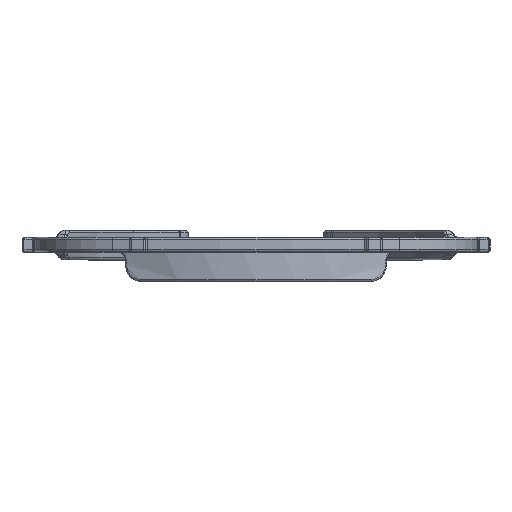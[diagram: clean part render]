
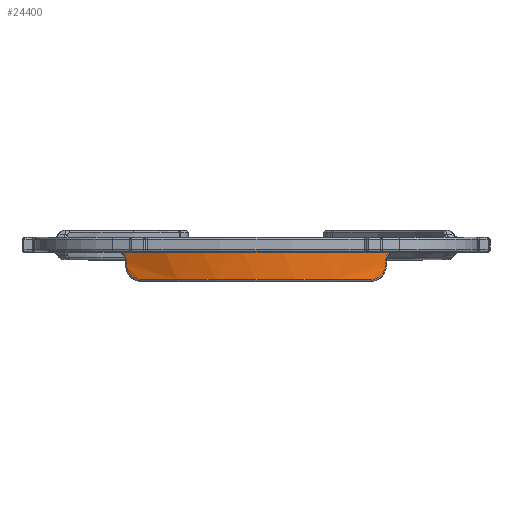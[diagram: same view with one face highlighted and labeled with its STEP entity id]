
A CAD part, top view. The second image highlights one B-rep face of the part: STEP entity #24400.
In plain terms, the highlighted cylindrical face has radius 89.2 mm (diameter 178.4 mm), a partial arc.
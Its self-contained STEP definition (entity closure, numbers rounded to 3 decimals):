
#3021=CARTESIAN_POINT('',(-45.461,-4.835,
76.746));
#6317=CARTESIAN_POINT('',(45.284,-4.5,76.851));
#6318=CARTESIAN_POINT('',(45.302,-4.536,76.84));
#6319=CARTESIAN_POINT('',(45.34,-4.61,76.817));
#6320=CARTESIAN_POINT('',(45.398,-4.721,76.783));
#6321=CARTESIAN_POINT('',(45.439,-4.797,76.759));
#6322=CARTESIAN_POINT('',(45.461,-4.835,76.746));
#6324=CARTESIAN_POINT('',(45.461,-4.835,76.746));
#6325=CARTESIAN_POINT('',(45.308,-4.947,76.837));
#6326=CARTESIAN_POINT('',(45.022,-5.197,77.005));
#6327=CARTESIAN_POINT('',(44.646,-5.654,77.223));
#6328=CARTESIAN_POINT('',(44.343,-6.173,77.398));
#6329=CARTESIAN_POINT('',(44.114,-6.751,77.528));
#6330=CARTESIAN_POINT('',(43.974,-7.372,77.608));
#6331=CARTESIAN_POINT('',(43.943,-7.789,77.625));
#6332=CARTESIAN_POINT('',(43.943,-8.,77.625));
#6334=DIRECTION('',(0.,-1.,0.));
#6335=VECTOR('',#6334,1.);
#6336=CARTESIAN_POINT('',(43.943,-8.,77.625));
#6337=LINE('',#6336,#6335);
#6338=CARTESIAN_POINT('',(43.943,-9.,77.625));
#6339=CARTESIAN_POINT('',(43.943,-9.28,77.625));
#6340=CARTESIAN_POINT('',(43.904,-9.83,77.647));
#6341=CARTESIAN_POINT('',(43.738,-10.619,77.741));
#6342=CARTESIAN_POINT('',(43.463,-11.379,77.895));
#6343=CARTESIAN_POINT('',(43.088,-12.08,78.104));
#6344=CARTESIAN_POINT('',(42.62,-12.705,78.36));
#6345=CARTESIAN_POINT('',(42.069,-13.242,78.657));
#6346=CARTESIAN_POINT('',(41.453,-13.674,78.984));
#6347=CARTESIAN_POINT('',(40.768,-14.,79.34));
#6348=CARTESIAN_POINT('',(40.027,-14.204,79.717));
#6349=CARTESIAN_POINT('',(39.517,-14.25,79.969));
#6350=CARTESIAN_POINT('',(39.257,-14.25,80.097));
#6352=CARTESIAN_POINT('',(0.,-14.25,0.));
#6353=DIRECTION('',(0.,-1.,0.));
#6354=DIRECTION('',(0.44,0.,0.898));
#6355=AXIS2_PLACEMENT_3D('',#6352,#6353,#6354);
#6357=CARTESIAN_POINT('',(-39.257,-14.25,80.097));
#6358=CARTESIAN_POINT('',(-39.512,-14.25,
79.972));
#6359=CARTESIAN_POINT('',(-40.009,-14.205,
79.725));
#6360=CARTESIAN_POINT('',(-40.721,-14.016,
79.364));
#6361=CARTESIAN_POINT('',(-41.401,-13.704,
79.011));
#6362=CARTESIAN_POINT('',(-42.025,-13.279,
78.681));
#6363=CARTESIAN_POINT('',(-42.58,-12.751,
78.382));
#6364=CARTESIAN_POINT('',(-43.056,-12.13,
78.121));
#6365=CARTESIAN_POINT('',(-43.436,-11.439,
77.91));
#6366=CARTESIAN_POINT('',(-43.724,-10.674,
77.749));
#6367=CARTESIAN_POINT('',(-43.903,-9.85,
77.648));
#6368=CARTESIAN_POINT('',(-43.943,-9.287,
77.625));
#6369=CARTESIAN_POINT('',(-43.943,-9.,
77.625));
#6371=DIRECTION('',(0.,1.,0.));
#6372=VECTOR('',#6371,1.);
#6373=CARTESIAN_POINT('',(-43.943,-9.,
77.625));
#6374=LINE('',#6373,#6372);
#6375=CARTESIAN_POINT('',(-43.943,-8.,
77.625));
#6376=CARTESIAN_POINT('',(-43.943,-7.789,
77.625));
#6377=CARTESIAN_POINT('',(-43.974,-7.374,
77.607));
#6378=CARTESIAN_POINT('',(-44.111,-6.762,
77.53));
#6379=CARTESIAN_POINT('',(-44.336,-6.187,
77.402));
#6380=CARTESIAN_POINT('',(-44.639,-5.664,
77.227));
#6381=CARTESIAN_POINT('',(-45.016,-5.202,
77.008));
#6382=CARTESIAN_POINT('',(-45.306,-4.948,
76.838));
#6383=CARTESIAN_POINT('',(-45.461,-4.835,
76.746));
#6385=CARTESIAN_POINT('',(-45.461,-4.835,
76.746));
#6386=CARTESIAN_POINT('',(-45.442,-4.801,
76.757));
#6387=CARTESIAN_POINT('',(-45.406,-4.735,
76.779));
#6388=CARTESIAN_POINT('',(-45.36,-4.647,
76.806));
#6389=CARTESIAN_POINT('',(-45.319,-4.569,
76.83));
#6390=CARTESIAN_POINT('',(-45.295,-4.522,
76.844));
#6391=CARTESIAN_POINT('',(-45.284,-4.5,76.851));
#6393=DIRECTION('',(0.,-1.,0.));
#6394=VECTOR('',#6393,4.);
#6395=CARTESIAN_POINT('',(-45.284,-0.5,76.851));
#6396=LINE('',#6395,#6394);
#6397=CARTESIAN_POINT('',(0.,-0.5,0.));
#6398=DIRECTION('',(0.,1.,0.));
#6399=DIRECTION('',(-0.508,0.,0.862));
#6400=AXIS2_PLACEMENT_3D('',#6397,#6398,#6399);
#6402=DIRECTION('',(0.,-1.,0.));
#6403=VECTOR('',#6402,4.);
#6404=CARTESIAN_POINT('',(45.284,-0.5,76.851));
#6405=LINE('',#6404,#6403);
#6420=CARTESIAN_POINT('',(45.284,-4.5,76.851));
#6441=CARTESIAN_POINT('',(45.461,-4.835,76.746));
#12847=CARTESIAN_POINT('',(-45.284,-0.5,76.851));
#12848=VERTEX_POINT('',#12847);
#12851=CARTESIAN_POINT('',(45.284,-0.5,76.851));
#12852=VERTEX_POINT('',#12851);
#13869=CARTESIAN_POINT('',(-43.943,-9.,
77.625));
#13870=CARTESIAN_POINT('',(-43.943,-8.,
77.625));
#13871=VERTEX_POINT('',#13869);
#13872=VERTEX_POINT('',#13870);
#13874=VERTEX_POINT('',#6357);
#13877=CARTESIAN_POINT('',(39.257,-14.25,80.097));
#13878=VERTEX_POINT('',#13877);
#13880=VERTEX_POINT('',#6338);
#13883=CARTESIAN_POINT('',(43.943,-8.,
77.625));
#13884=VERTEX_POINT('',#13883);
#13888=VERTEX_POINT('',#6441);
#13890=VERTEX_POINT('',#6420);
#13894=VERTEX_POINT('',#3021);
#13896=VERTEX_POINT('',#6391);
#24373=CARTESIAN_POINT('',(0.,0.,0.));
#24374=DIRECTION('',(0.,-1.,0.));
#24375=DIRECTION('',(1.,0.,0.));
#24376=AXIS2_PLACEMENT_3D('',#24373,#24374,#24375);
#24377=CYLINDRICAL_SURFACE('',#24376,89.2);
#24379=ORIENTED_EDGE('',*,*,#24378,.T.);
#24381=ORIENTED_EDGE('',*,*,#24380,.T.);
#24383=ORIENTED_EDGE('',*,*,#24382,.T.);
#24385=ORIENTED_EDGE('',*,*,#24384,.T.);
#24387=ORIENTED_EDGE('',*,*,#24386,.T.);
#24389=ORIENTED_EDGE('',*,*,#24388,.T.);
#24390=ORIENTED_EDGE('',*,*,#24366,.T.);
#24391=ORIENTED_EDGE('',*,*,#17805,.T.);
#24393=ORIENTED_EDGE('',*,*,#24392,.T.);
#24394=ORIENTED_EDGE('',*,*,#17640,.F.);
#24395=ORIENTED_EDGE('',*,*,#17495,.T.);
#24397=ORIENTED_EDGE('',*,*,#24396,.T.);
#24398=EDGE_LOOP('',(#24379,#24381,#24383,#24385,#24387,#24389,#24390,#24391,
#24393,#24394,#24395,#24397));
#24399=FACE_OUTER_BOUND('',#24398,.F.);
#6323=B_SPLINE_CURVE_WITH_KNOTS('',3,(#6317,#6318,#6319,#6320,#6321,#6322),
.UNSPECIFIED.,.F.,.F.,(4,1,1,4),(0.,0.333,0.667,1.),
.UNSPECIFIED.);
#6333=B_SPLINE_CURVE_WITH_KNOTS('',3,(#6324,#6325,#6326,#6327,#6328,#6329,#6330,
#6331,#6332),.UNSPECIFIED.,.F.,.F.,(4,1,1,1,1,1,4),(0.,0.167,
0.333,0.5,0.667,0.833,1.),
.UNSPECIFIED.);
#6351=B_SPLINE_CURVE_WITH_KNOTS('',3,(#6338,#6339,#6340,#6341,#6342,#6343,#6344,
#6345,#6346,#6347,#6348,#6349,#6350),.UNSPECIFIED.,.F.,.F.,(4,1,1,1,1,1,1,1,1,1,
4),(0.,0.1,0.2,0.3,0.4,0.5,0.6,0.7,0.8,0.9,1.),
.UNSPECIFIED.);
#6356=CIRCLE('',#6355,89.2);
#6370=B_SPLINE_CURVE_WITH_KNOTS('',3,(#6357,#6358,#6359,#6360,#6361,#6362,#6363,
#6364,#6365,#6366,#6367,#6368,#6369),.UNSPECIFIED.,.F.,.F.,(4,1,1,1,1,1,1,1,1,1,
4),(0.,0.1,0.2,0.3,0.4,0.5,0.6,0.7,0.8,0.9,1.),
.UNSPECIFIED.);
#6384=B_SPLINE_CURVE_WITH_KNOTS('',3,(#6375,#6376,#6377,#6378,#6379,#6380,#6381,
#6382,#6383),.UNSPECIFIED.,.F.,.F.,(4,1,1,1,1,1,4),(0.,0.167,
0.333,0.5,0.667,0.833,1.),
.UNSPECIFIED.);
#6392=B_SPLINE_CURVE_WITH_KNOTS('',3,(#6385,#6386,#6387,#6388,#6389,#6390,
#6391),.UNSPECIFIED.,.F.,.F.,(4,1,1,1,4),(0.,0.25,0.5,0.75,1.),
.UNSPECIFIED.);
#6401=CIRCLE('',#6400,89.2);
#17495=EDGE_CURVE('',#12848,#12852,#6401,.T.);
#17640=EDGE_CURVE('',#12848,#13896,#6396,.T.);
#17805=EDGE_CURVE('',#13872,#13894,#6384,.T.);
#24366=EDGE_CURVE('',#13871,#13872,#6374,.T.);
#24378=EDGE_CURVE('',#13890,#13888,#6323,.T.);
#24380=EDGE_CURVE('',#13888,#13884,#6333,.T.);
#24382=EDGE_CURVE('',#13884,#13880,#6337,.T.);
#24384=EDGE_CURVE('',#13880,#13878,#6351,.T.);
#24386=EDGE_CURVE('',#13878,#13874,#6356,.T.);
#24388=EDGE_CURVE('',#13874,#13871,#6370,.T.);
#24392=EDGE_CURVE('',#13894,#13896,#6392,.T.);
#24396=EDGE_CURVE('',#12852,#13890,#6405,.T.);
#24400=ADVANCED_FACE('',(#24399),#24377,.T.);
